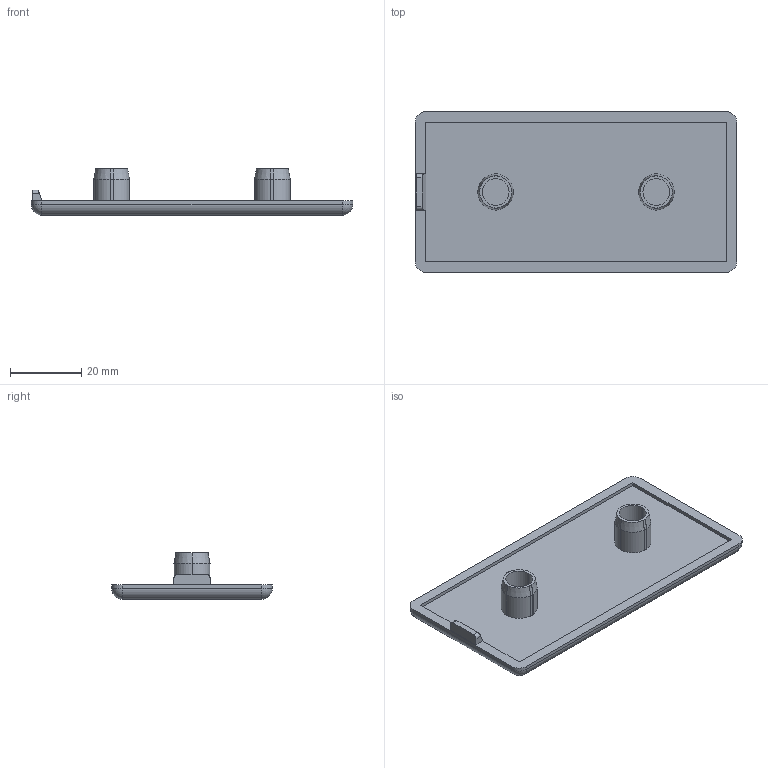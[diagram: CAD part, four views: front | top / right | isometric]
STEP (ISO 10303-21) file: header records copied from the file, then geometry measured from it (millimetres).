
FILE_DESCRIPTION(('FreeCAD Model'),'2;1');
FILE_NAME('Open CASCADE Shape Model','2024-03-19T16:06:05',(''),(''), 'Open CASCADE STEP processor 7.6','FreeCAD','Unknown');
FILE_SCHEMA(('AUTOMOTIVE_DESIGN { 1 0 10303 214 1 1 1 1 }'));
Length unit declared in the file: millimetre
Products named in the file (1): STB10-C9090
Bounding box: 90 x 45 x 13 mm (x, y, z)
Volume: 13095.2 mm3; surface area: 10172 mm2
Topology: 1 solids, 1 shells, 70 faces, 175 edges, 108 vertices
Faces by surface type: plane 28, cylinder 26, cone 12, sphere 4
Entity records: 4880 total; most frequent: CARTESIAN_POINT 1460, DIRECTION 637, LINE 355, VECTOR 355, ORIENTED_EDGE 342, PCURVE 342, DEFINITIONAL_REPRESENTATION 342, EDGE_CURVE 171
